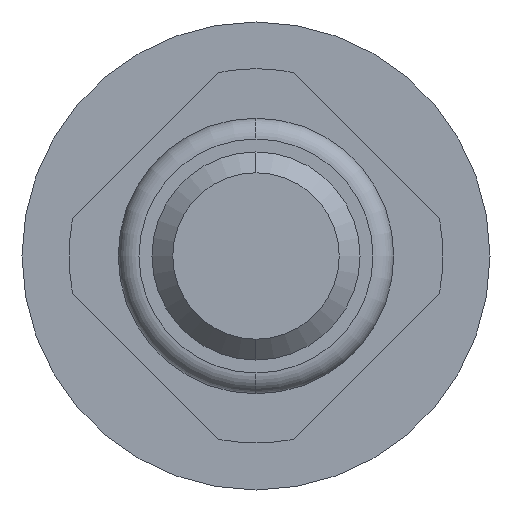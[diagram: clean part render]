
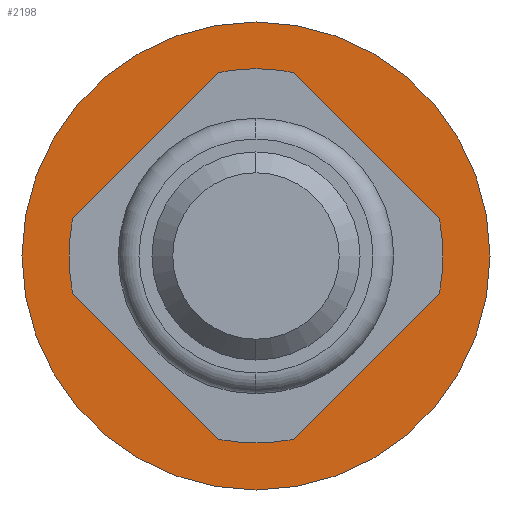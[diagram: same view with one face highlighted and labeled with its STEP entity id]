
A CAD part, front view. The second image highlights one B-rep face of the part: STEP entity #2198.
In plain terms, the highlighted planar face has unit normal (0, -1, 0).
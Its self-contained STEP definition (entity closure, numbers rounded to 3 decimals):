
#41 = DIRECTION ( 'NONE',  ( 0., 0., -1. ) ) ;
#63 = DIRECTION ( 'NONE',  ( 0., 0., -1. ) ) ;
#128 = DIRECTION ( 'NONE',  ( 0., -1., 0. ) ) ;
#157 = VERTEX_POINT ( 'NONE', #469 ) ;
#243 = EDGE_LOOP ( 'NONE', ( #2015, #3343 ) ) ;
#272 = EDGE_CURVE ( 'NONE', #4553, #3099, #1615, .T. ) ;
#375 = FACE_BOUND ( 'NONE', #2787, .T. ) ;
#423 = CIRCLE ( 'NONE', #3930, 2.25 ) ;
#469 = CARTESIAN_POINT ( 'NONE',  ( 0., 5.3, -2.25 ) ) ;
#473 = DIRECTION ( 'NONE',  ( 0., -1., 0. ) ) ;
#771 = DIRECTION ( 'NONE',  ( 0., -1., 0. ) ) ;
#781 = DIRECTION ( 'NONE',  ( 0., -1., 0. ) ) ;
#1091 = CARTESIAN_POINT ( 'NONE',  ( 0., 5.3, 0. ) ) ;
#1141 = ORIENTED_EDGE ( 'NONE', *, *, #272, .F. ) ;
#1310 = CIRCLE ( 'NONE', #4156, 2.25 ) ;
#1547 = CARTESIAN_POINT ( 'NONE',  ( 0., 5.3, 2.25 ) ) ;
#1611 = EDGE_CURVE ( 'NONE', #3099, #4553, #4151, .T. ) ;
#1615 = CIRCLE ( 'NONE', #4021, 0.9 ) ;
#1892 = CARTESIAN_POINT ( 'NONE',  ( 0., 5.3, 0. ) ) ;
#1965 = DIRECTION ( 'NONE',  ( 0., 0., -1. ) ) ;
#1984 = DIRECTION ( 'NONE',  ( 0., -1., 0. ) ) ;
#2015 = ORIENTED_EDGE ( 'NONE', *, *, #4455, .T. ) ;
#2198 = ADVANCED_FACE ( 'NONE', ( #3159, #375 ), #3747, .T. ) ;
#2258 = DIRECTION ( 'NONE',  ( 0., 0., -1. ) ) ;
#2282 = ORIENTED_EDGE ( 'NONE', *, *, #1611, .F. ) ;
#2503 = AXIS2_PLACEMENT_3D ( 'NONE', #4518, #128, #63 ) ;
#2787 = EDGE_LOOP ( 'NONE', ( #1141, #2282 ) ) ;
#2988 = VERTEX_POINT ( 'NONE', #1547 ) ;
#3064 = CARTESIAN_POINT ( 'NONE',  ( 0., 5.3, 0.9 ) ) ;
#3099 = VERTEX_POINT ( 'NONE', #3064 ) ;
#3159 = FACE_OUTER_BOUND ( 'NONE', #243, .T. ) ;
#3343 = ORIENTED_EDGE ( 'NONE', *, *, #3916, .T. ) ;
#3360 = CARTESIAN_POINT ( 'NONE',  ( 0., 5.3, 0. ) ) ;
#3747 = PLANE ( 'NONE',  #2503 ) ;
#3847 = CARTESIAN_POINT ( 'NONE',  ( 0., 5.3, 0. ) ) ;
#3916 = EDGE_CURVE ( 'NONE', #2988, #157, #423, .T. ) ;
#3922 = AXIS2_PLACEMENT_3D ( 'NONE', #3360, #781, #2258 ) ;
#3930 = AXIS2_PLACEMENT_3D ( 'NONE', #1091, #771, #4407 ) ;
#4021 = AXIS2_PLACEMENT_3D ( 'NONE', #3847, #1984, #1965 ) ;
#4151 = CIRCLE ( 'NONE', #3922, 0.9 ) ;
#4156 = AXIS2_PLACEMENT_3D ( 'NONE', #1892, #473, #41 ) ;
#4192 = CARTESIAN_POINT ( 'NONE',  ( 0., 5.3, -0.9 ) ) ;
#4407 = DIRECTION ( 'NONE',  ( 0., 0., -1. ) ) ;
#4455 = EDGE_CURVE ( 'NONE', #157, #2988, #1310, .T. ) ;
#4518 = CARTESIAN_POINT ( 'NONE',  ( 2.25, 5.3, 0. ) ) ;
#4553 = VERTEX_POINT ( 'NONE', #4192 ) ;
